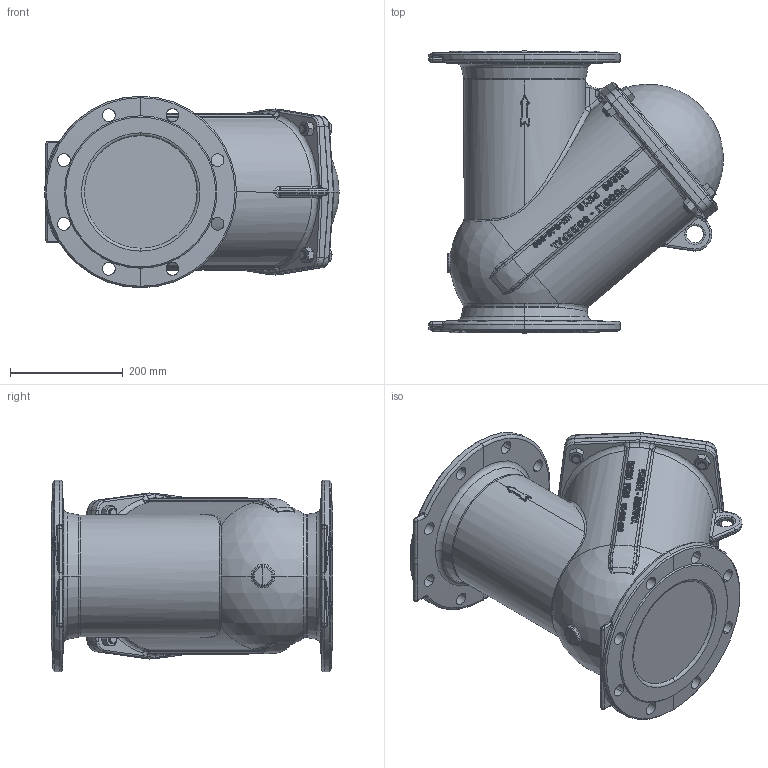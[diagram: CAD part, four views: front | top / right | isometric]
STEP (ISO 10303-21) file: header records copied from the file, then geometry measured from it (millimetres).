
FILE_DESCRIPTION (( 'STEP AP214' ), '1' );
FILE_NAME ('VALV RET BOLA FL DN200 PN16.STEP', '2014-09-29T17:34:57', ( '' ), ( '' ), 'SwSTEP 2.0', 'SolidWorks 2014', '' );
FILE_SCHEMA (( 'AUTOMOTIVE_DESIGN' ));
Length unit declared in the file: millimetre
Products named in the file (1): VALV RET BOLA FL DN200 PN16
Bounding box: 522.11 x 500 x 340 mm (x, y, z)
Volume: 36909048.9 mm3; surface area: 942372.3 mm2
Topology: 1 solids, 1 shells, 2347 faces, 5910 edges, 3675 vertices
Faces by surface type: bspline 1282, cylinder 383, cone 344, plane 245, torus 57, sphere 36
Entity records: 187080 total; most frequent: CARTESIAN_POINT 136712, ORIENTED_EDGE 11792, EDGE_CURVE 5896, DIRECTION 5093, B_SPLINE_CURVE_WITH_KNOTS 3826, VERTEX_POINT 3675, EDGE_LOOP 2513, FACE_OUTER_BOUND 2347
